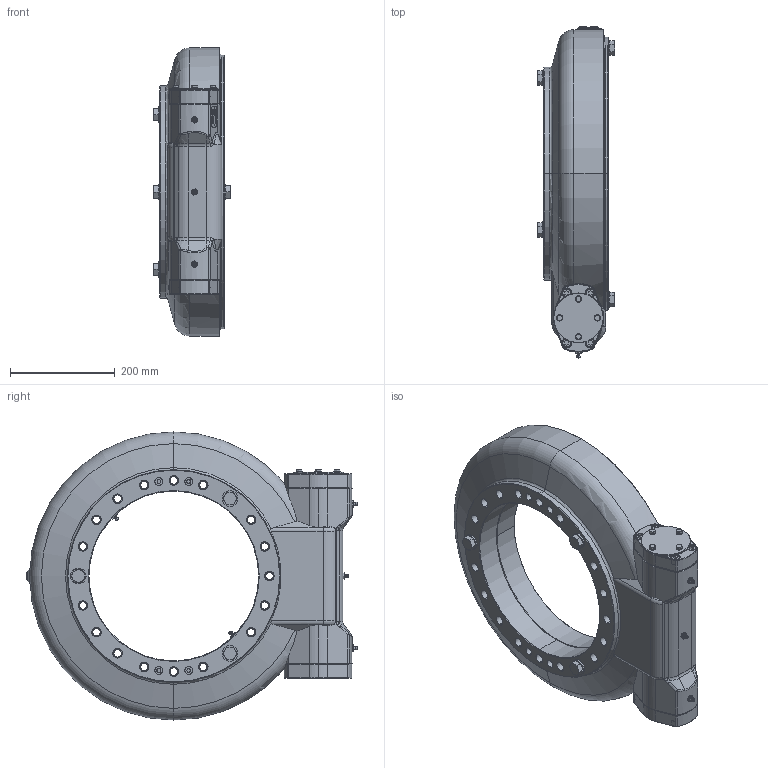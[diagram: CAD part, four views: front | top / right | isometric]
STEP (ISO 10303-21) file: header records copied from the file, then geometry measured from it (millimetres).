
FILE_DESCRIPTION (( 'STEP AP214' ), '1' );
FILE_NAME ('TGE523-Z0-RM - SH.STEP', '2017-10-02T08:22:01', ( '' ), ( '' ), 'SwSTEP 2.0', 'SolidWorks 2015', '' );
FILE_SCHEMA (( 'AUTOMOTIVE_DESIGN' ));
Length unit declared in the file: millimetre
Products named in the file (1): TGE523-Z0-RM - SH
Bounding box: 148.5 x 633.47 x 550 mm (x, y, z)
Surface area: 955983 mm2 (no closed solid volume)
Topology: 0 solids, 60 shells, 867 faces, 2707 edges, 1882 vertices
Faces by surface type: plane 301, cylinder 278, cone 152, torus 105, bspline 27, sphere 4
Entity records: 43553 total; most frequent: CARTESIAN_POINT 10198, DIRECTION 5009, ORIENTED_EDGE 4478, EDGE_CURVE 2707, AXIS2_PLACEMENT_3D 1930, VERTEX_POINT 1882, VECTOR 1149, LINE 1149
